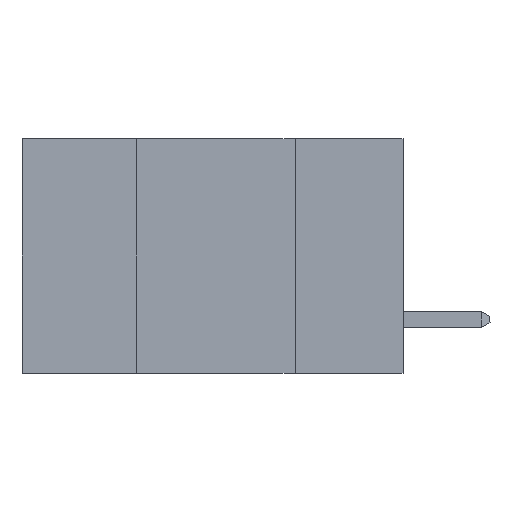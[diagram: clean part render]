
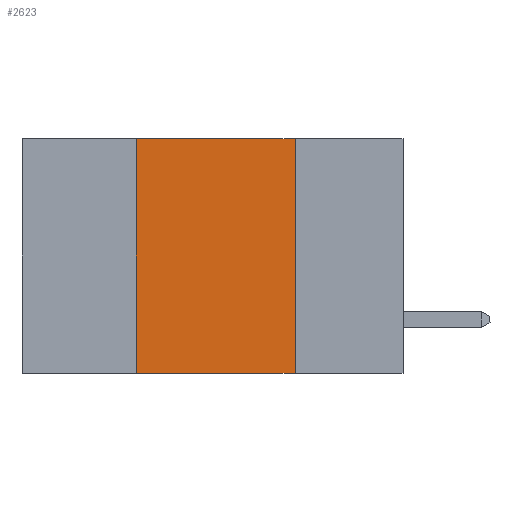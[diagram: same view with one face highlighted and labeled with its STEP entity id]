
A CAD part, left-side view. The second image highlights one B-rep face of the part: STEP entity #2623.
In plain terms, the highlighted planar face has unit normal (-1, 0, 0).
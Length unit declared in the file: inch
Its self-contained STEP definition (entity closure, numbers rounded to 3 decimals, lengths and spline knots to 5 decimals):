
#82 = EDGE_CURVE ( 'NONE', #1788, #6761, #6556, .T. ) ;
#541 = DIRECTION ( 'NONE',  ( 0., 0., 1. ) ) ;
#587 = CARTESIAN_POINT ( 'NONE',  ( 0., 0.17, 0. ) ) ;
#782 = VECTOR ( 'NONE', #4194, 39.37008 ) ;
#929 = CARTESIAN_POINT ( 'NONE',  ( 0., 0.6, 0. ) ) ;
#1010 = LINE ( 'NONE', #929, #10348 ) ;
#1345 = EDGE_CURVE ( 'NONE', #10219, #6976, #8621, .T. ) ;
#1788 = VERTEX_POINT ( 'NONE', #5380 ) ;
#2364 = DIRECTION ( 'NONE',  ( 0., 0., -1. ) ) ;
#2623 = ADVANCED_FACE ( 'NONE', ( #4758 ), #6509, .F. ) ;
#2776 = VECTOR ( 'NONE', #2364, 39.37008 ) ;
#2957 = ORIENTED_EDGE ( 'NONE', *, *, #3015, .T. ) ;
#3015 = EDGE_CURVE ( 'NONE', #1788, #6976, #3334, .T. ) ;
#3334 = LINE ( 'NONE', #4332, #782 ) ;
#4194 = DIRECTION ( 'NONE',  ( 0., -1., 0. ) ) ;
#4294 = VECTOR ( 'NONE', #541, 39.37008 ) ;
#4332 = CARTESIAN_POINT ( 'NONE',  ( 0., 0.6, -0.37 ) ) ;
#4735 = CARTESIAN_POINT ( 'NONE',  ( 0., 0.42, 0. ) ) ;
#4758 = FACE_OUTER_BOUND ( 'NONE', #4779, .T. ) ;
#4779 = EDGE_LOOP ( 'NONE', ( #5104, #7378, #9567, #2957 ) ) ;
#4848 = CARTESIAN_POINT ( 'NONE',  ( 0., 0.17, -0.37 ) ) ;
#5104 = ORIENTED_EDGE ( 'NONE', *, *, #1345, .F. ) ;
#5380 = CARTESIAN_POINT ( 'NONE',  ( 0., 0.42, -0.37 ) ) ;
#5721 = EDGE_CURVE ( 'NONE', #6761, #10219, #1010, .T. ) ;
#6418 = DIRECTION ( 'NONE',  ( 0., 0., -1. ) ) ;
#6427 = DIRECTION ( 'NONE',  ( 1., 0., 0. ) ) ;
#6440 = CARTESIAN_POINT ( 'NONE',  ( 0., 0.6, 0. ) ) ;
#6509 = PLANE ( 'NONE',  #11031 ) ;
#6556 = LINE ( 'NONE', #4735, #4294 ) ;
#6761 = VERTEX_POINT ( 'NONE', #9333 ) ;
#6927 = CARTESIAN_POINT ( 'NONE',  ( 0., 0.17, 0. ) ) ;
#6976 = VERTEX_POINT ( 'NONE', #4848 ) ;
#7378 = ORIENTED_EDGE ( 'NONE', *, *, #5721, .F. ) ;
#8107 = DIRECTION ( 'NONE',  ( 0., -1., 0. ) ) ;
#8621 = LINE ( 'NONE', #587, #2776 ) ;
#9333 = CARTESIAN_POINT ( 'NONE',  ( 0., 0.42, 0. ) ) ;
#9567 = ORIENTED_EDGE ( 'NONE', *, *, #82, .F. ) ;
#10219 = VERTEX_POINT ( 'NONE', #6927 ) ;
#10348 = VECTOR ( 'NONE', #8107, 39.37008 ) ;
#11031 = AXIS2_PLACEMENT_3D ( 'NONE', #6440, #6427, #6418 ) ;
